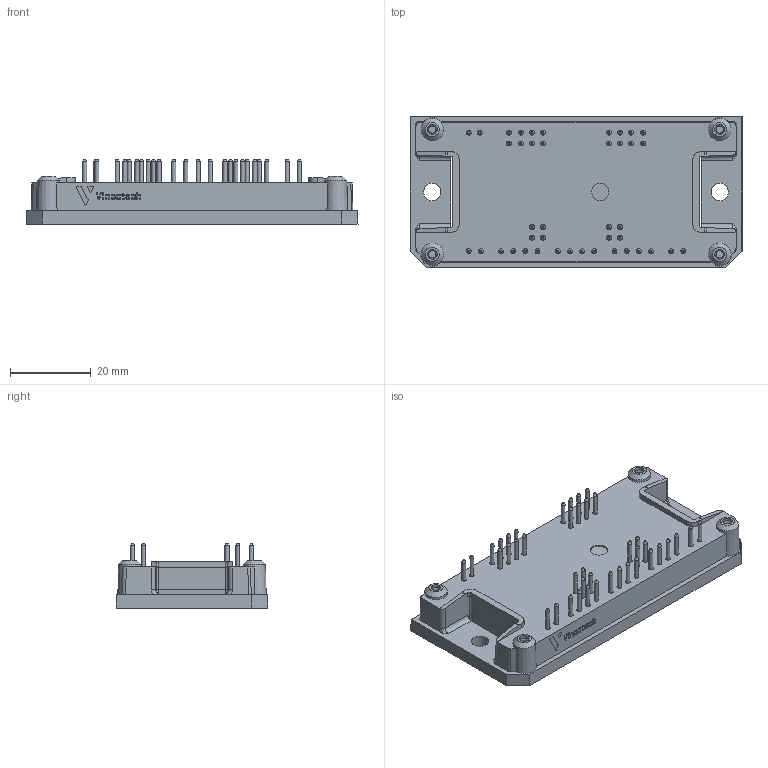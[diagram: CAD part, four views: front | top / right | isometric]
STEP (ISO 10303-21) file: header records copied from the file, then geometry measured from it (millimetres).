
FILE_DESCRIPTION(/* description */ ('Unknown'),/* implementation_level */ '2;1');
FILE_NAME(/* name */ 'Flow1-4T12W-PL80(420)-01-OL',/* time_stamp */ '2024-03-13T15:57:15+01:00',/* author */ ('Unknown'),/* organization */ ('Unknown'),/* preprocessor_version */ 'ST-DEVELOPER v18.104',/* originating_system */ 'Solid Edge',/* authorisation */ 'Unknown');
FILE_SCHEMA (('TECHNICAL_DATA_PACKAGING','MODEL_BASED_INTEGRATED_MANUFACTURING_SCHEMA','AUTOMOTIVE_DESIGN {1 0 10303 214 3 1 1}'));
Length unit declared in the file: millimetre
Products named in the file (1): Flow1-4T12W-PL80-OL
Bounding box: 82 x 37.4 x 16.23 mm (x, y, z)
Volume: 25925 mm3; surface area: 11258.1 mm2
Topology: 13 solids, 13 shells, 576 faces, 1399 edges, 939 vertices
Faces by surface type: plane 301, cylinder 137, bspline 80, cone 58
Full cylindrical faces by diameter (mm): 1 x42, 1.2 x42, 2.4 x4, 4.3 x3
Entity records: 19288 total; most frequent: CARTESIAN_POINT 4322, DIRECTION 2335, ORIENTED_EDGE 2306, EDGE_CURVE 1153, AXIS2_PLACEMENT_3D 849, VERTEX_POINT 842, EDGE_LOOP 827, FACE_BOUND 827
